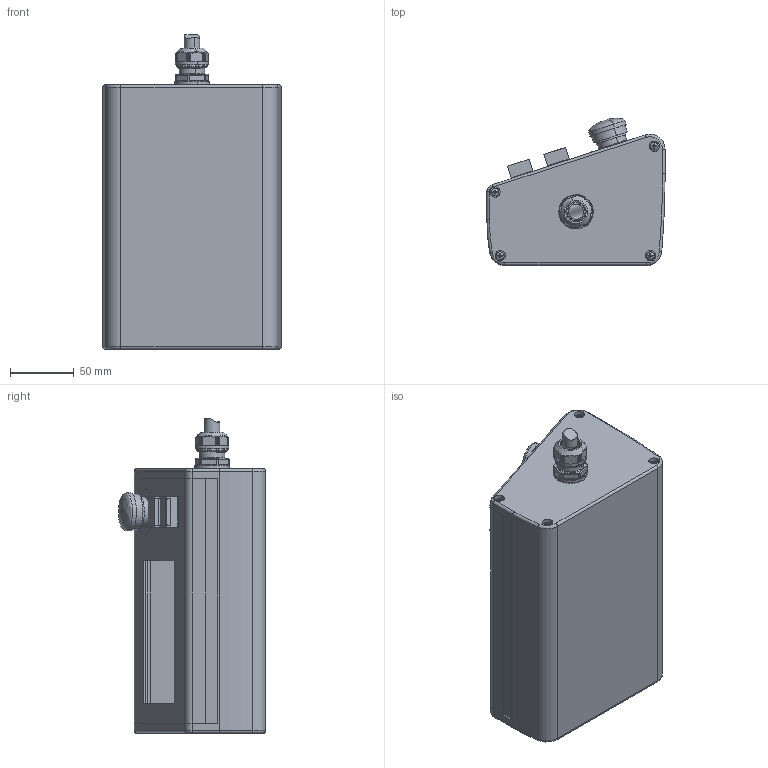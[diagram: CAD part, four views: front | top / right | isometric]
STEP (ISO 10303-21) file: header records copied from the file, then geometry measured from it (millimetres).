
FILE_DESCRIPTION (( 'STEP AP203' ), '1' );
FILE_NAME ('CNC-401N-STP.step', '2025-06-20T08:03:52', ( '' ), ( '' ), 'SwSTEP 2.0', 'SolidWorks 2020', '' );
FILE_SCHEMA (( 'CONFIG_CONTROL_DESIGN' ));
Products named in the file (1): CNC-401N-STP
Bounding box: 140 x 115.54 x 247.3 mm (x, y, z)
Volume: 282838.7 mm3; surface area: 239610.3 mm2
Topology: 2 solids, 9 shells, 1090 faces, 2929 edges, 1900 vertices
Faces by surface type: plane 522, cylinder 309, bspline 152, cone 79, sphere 16, torus 12
Entity records: 42953 total; most frequent: CARTESIAN_POINT 16559, ORIENTED_EDGE 5846, DIRECTION 5147, EDGE_CURVE 2923, VERTEX_POINT 1900, AXIS2_PLACEMENT_3D 1895, LINE 1357, VECTOR 1357
